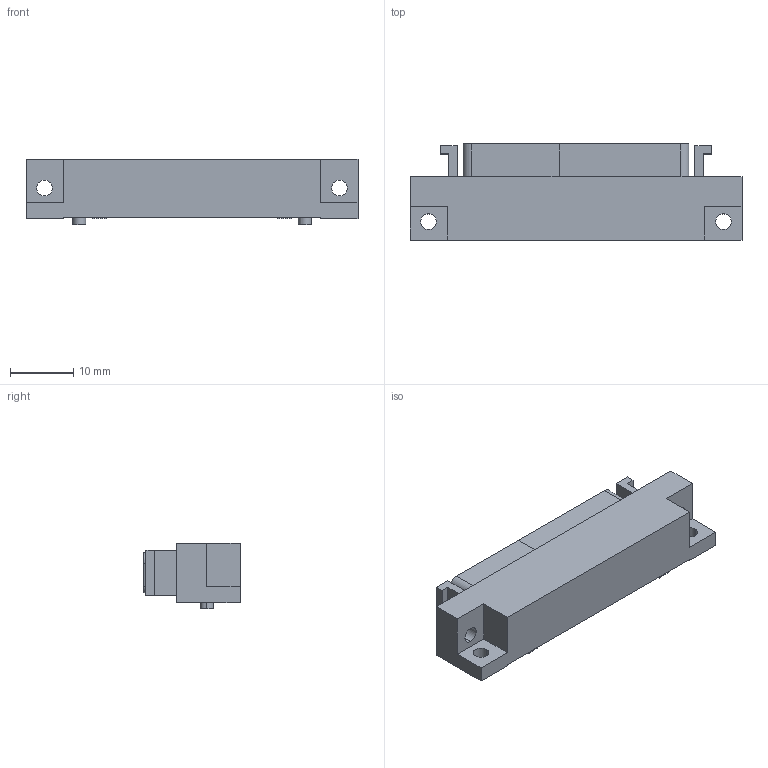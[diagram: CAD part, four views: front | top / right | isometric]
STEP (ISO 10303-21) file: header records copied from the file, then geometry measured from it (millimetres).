
FILE_DESCRIPTION((''),'2;1');
FILE_NAME('3M_10250-1210PE.stp','2013-06-04T15:49:42',(''),(''),'Mechanical Desktop 2011','Mechanical Desktop 2011',', , ');
FILE_SCHEMA(('AUTOMOTIVE_DESIGN { 1 2 10303 214 1 1 1 1 }'));
Length unit declared in the file: millimetre
Products named in the file (1): Product
Bounding box: 52.32 x 15.16 x 10.34 mm (x, y, z)
Volume: 5148.9 mm3; surface area: 3378 mm2
Topology: 17 solids, 17 shells, 169 faces, 383 edges, 256 vertices
Faces by surface type: plane 79, bspline 72, cylinder 18
Entity records: 4723 total; most frequent: CARTESIAN_POINT 1025, ORIENTED_EDGE 766, DIRECTION 617, EDGE_CURVE 383, VECTOR 345, LINE 345, VERTEX_POINT 256, EDGE_LOOP 185
